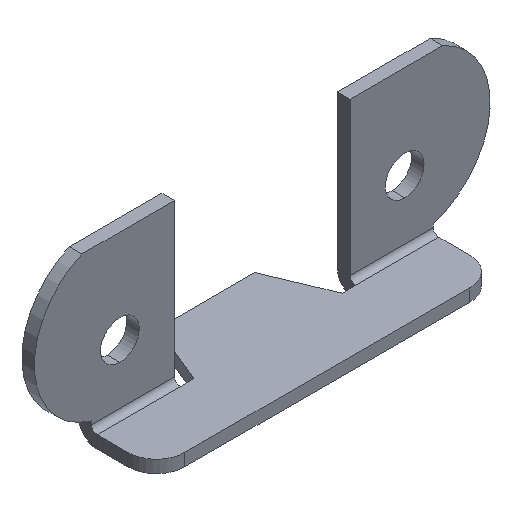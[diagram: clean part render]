
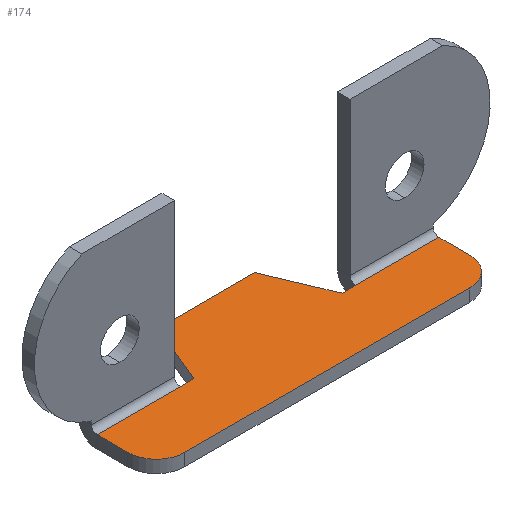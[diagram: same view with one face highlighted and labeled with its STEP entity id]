
A CAD part, isometric view. The second image highlights one B-rep face of the part: STEP entity #174.
In plain terms, the highlighted planar face has unit normal (0, 0, 1).
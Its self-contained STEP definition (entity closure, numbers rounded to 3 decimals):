
#15 = CARTESIAN_POINT ( 'NONE',  ( 12.5, -4.3, 1.1 ) ) ;
#18 = VERTEX_POINT ( 'NONE', #1005 ) ;
#20 = CARTESIAN_POINT ( 'NONE',  ( 7.7, -1.6, 1.1 ) ) ;
#21 = AXIS2_PLACEMENT_3D ( 'NONE', #104, #219, #206 ) ;
#24 = CARTESIAN_POINT ( 'NONE',  ( -7.7, -1.6, 1.1 ) ) ;
#34 = VECTOR ( 'NONE', #103, 1000. ) ;
#41 = CARTESIAN_POINT ( 'NONE',  ( 6.5, -1.6, 1.1 ) ) ;
#42 = ORIENTED_EDGE ( 'NONE', *, *, #170, .F. ) ;
#96 = CARTESIAN_POINT ( 'NONE',  ( 15., -9.891, 1.1 ) ) ;
#103 = DIRECTION ( 'NONE',  ( -1., 0., 0. ) ) ;
#104 = CARTESIAN_POINT ( 'NONE',  ( 20., 0., 1.1 ) ) ;
#118 = CARTESIAN_POINT ( 'NONE',  ( 20., -1.6, 1.1 ) ) ;
#121 = PLANE ( 'NONE',  #21 ) ;
#122 = VECTOR ( 'NONE', #688, 1000. ) ;
#129 = CARTESIAN_POINT ( 'NONE',  ( 4.25, 3.8, 1.1 ) ) ;
#136 = CARTESIAN_POINT ( 'NONE',  ( 20., -1.6, 1.1 ) ) ;
#151 = DIRECTION ( 'NONE',  ( 1., 0., 0. ) ) ;
#158 = EDGE_CURVE ( 'NONE', #999, #18, #276, .T. ) ;
#170 = EDGE_CURVE ( 'NONE', #982, #433, #461, .T. ) ;
#174 = ADVANCED_FACE ( 'NONE', ( #694 ), #121, .F. ) ;
#176 = CARTESIAN_POINT ( 'NONE',  ( -4.25, 3.8, 1.1 ) ) ;
#192 = DIRECTION ( 'NONE',  ( 1., 0., 0. ) ) ;
#198 = DIRECTION ( 'NONE',  ( -1., 0., 0. ) ) ;
#206 = DIRECTION ( 'NONE',  ( 0., 1., 0. ) ) ;
#219 = DIRECTION ( 'NONE',  ( 0., 0., -1. ) ) ;
#223 = VERTEX_POINT ( 'NONE', #725 ) ;
#240 = EDGE_LOOP ( 'NONE', ( #729, #911, #522, #513, #42, #1060, #1034, #506, #875, #356, #920, #517 ) ) ;
#276 = CIRCLE ( 'NONE', #896, 2.5 ) ;
#293 = AXIS2_PLACEMENT_3D ( 'NONE', #15, #425, #440 ) ;
#308 = CARTESIAN_POINT ( 'NONE',  ( -15., -1.6, 1.1 ) ) ;
#310 = VECTOR ( 'NONE', #552, 1000. ) ;
#322 = CARTESIAN_POINT ( 'NONE',  ( -4.25, 3.8, 1.1 ) ) ;
#329 = EDGE_CURVE ( 'NONE', #825, #223, #571, .T. ) ;
#353 = LINE ( 'NONE', #417, #122 ) ;
#355 = DIRECTION ( 'NONE',  ( 0.385, -0.923, 0. ) ) ;
#356 = ORIENTED_EDGE ( 'NONE', *, *, #755, .T. ) ;
#363 = EDGE_CURVE ( 'NONE', #644, #825, #479, .T. ) ;
#369 = VECTOR ( 'NONE', #192, 1000. ) ;
#387 = VERTEX_POINT ( 'NONE', #413 ) ;
#390 = VERTEX_POINT ( 'NONE', #308 ) ;
#413 = CARTESIAN_POINT ( 'NONE',  ( -7.7, -1.6, 1.1 ) ) ;
#417 = CARTESIAN_POINT ( 'NONE',  ( -15., -9.891, 1.1 ) ) ;
#425 = DIRECTION ( 'NONE',  ( 0., 0., 1. ) ) ;
#433 = VERTEX_POINT ( 'NONE', #20 ) ;
#439 = EDGE_CURVE ( 'NONE', #529, #1066, #847, .T. ) ;
#440 = DIRECTION ( 'NONE',  ( 0., 1., 0. ) ) ;
#461 = LINE ( 'NONE', #1018, #1010 ) ;
#465 = EDGE_CURVE ( 'NONE', #999, #390, #353, .T. ) ;
#471 = VECTOR ( 'NONE', #151, 1000. ) ;
#477 = LINE ( 'NONE', #136, #310 ) ;
#479 = LINE ( 'NONE', #322, #828 ) ;
#487 = EDGE_CURVE ( 'NONE', #529, #18, #939, .T. ) ;
#506 = ORIENTED_EDGE ( 'NONE', *, *, #363, .F. ) ;
#513 = ORIENTED_EDGE ( 'NONE', *, *, #974, .T. ) ;
#517 = ORIENTED_EDGE ( 'NONE', *, *, #158, .T. ) ;
#522 = ORIENTED_EDGE ( 'NONE', *, *, #935, .F. ) ;
#529 = VERTEX_POINT ( 'NONE', #697 ) ;
#546 = LINE ( 'NONE', #129, #850 ) ;
#552 = DIRECTION ( 'NONE',  ( -1., 0., 0. ) ) ;
#553 = DIRECTION ( 'NONE',  ( 1., 0., 0. ) ) ;
#566 = DIRECTION ( 'NONE',  ( 0.385, 0.923, 0. ) ) ;
#571 = LINE ( 'NONE', #645, #471 ) ;
#573 = CARTESIAN_POINT ( 'NONE',  ( -12.5, -4.3, 1.1 ) ) ;
#607 = CARTESIAN_POINT ( 'NONE',  ( -15., -4.3, 1.1 ) ) ;
#619 = CARTESIAN_POINT ( 'NONE',  ( 15., -4.3, 1.1 ) ) ;
#644 = VERTEX_POINT ( 'NONE', #950 ) ;
#645 = CARTESIAN_POINT ( 'NONE',  ( 4.25, 3.8, 1.1 ) ) ;
#672 = VECTOR ( 'NONE', #932, 1000. ) ;
#688 = DIRECTION ( 'NONE',  ( 0., 1., 0. ) ) ;
#691 = LINE ( 'NONE', #96, #672 ) ;
#694 = FACE_OUTER_BOUND ( 'NONE', #240, .T. ) ;
#697 = CARTESIAN_POINT ( 'NONE',  ( 12.5, -6.8, 1.1 ) ) ;
#721 = VERTEX_POINT ( 'NONE', #907 ) ;
#725 = CARTESIAN_POINT ( 'NONE',  ( 4.25, 3.8, 1.1 ) ) ;
#729 = ORIENTED_EDGE ( 'NONE', *, *, #487, .F. ) ;
#744 = VECTOR ( 'NONE', #198, 1000. ) ;
#755 = EDGE_CURVE ( 'NONE', #387, #390, #477, .T. ) ;
#825 = VERTEX_POINT ( 'NONE', #176 ) ;
#828 = VECTOR ( 'NONE', #566, 1000. ) ;
#833 = DIRECTION ( 'NONE',  ( 0., 1., 0. ) ) ;
#847 = CIRCLE ( 'NONE', #293, 2.5 ) ;
#850 = VECTOR ( 'NONE', #355, 1000. ) ;
#869 = LINE ( 'NONE', #118, #744 ) ;
#875 = ORIENTED_EDGE ( 'NONE', *, *, #1022, .F. ) ;
#896 = AXIS2_PLACEMENT_3D ( 'NONE', #573, #912, #833 ) ;
#907 = CARTESIAN_POINT ( 'NONE',  ( 15., -1.6, 1.1 ) ) ;
#911 = ORIENTED_EDGE ( 'NONE', *, *, #439, .T. ) ;
#912 = DIRECTION ( 'NONE',  ( 0., 0., 1. ) ) ;
#920 = ORIENTED_EDGE ( 'NONE', *, *, #465, .F. ) ;
#932 = DIRECTION ( 'NONE',  ( 0., -1., 0. ) ) ;
#934 = CARTESIAN_POINT ( 'NONE',  ( 20., -6.8, 1.1 ) ) ;
#935 = EDGE_CURVE ( 'NONE', #721, #1066, #691, .T. ) ;
#939 = LINE ( 'NONE', #934, #34 ) ;
#950 = CARTESIAN_POINT ( 'NONE',  ( -6.5, -1.6, 1.1 ) ) ;
#964 = LINE ( 'NONE', #24, #369 ) ;
#974 = EDGE_CURVE ( 'NONE', #721, #433, #869, .T. ) ;
#982 = VERTEX_POINT ( 'NONE', #41 ) ;
#999 = VERTEX_POINT ( 'NONE', #607 ) ;
#1005 = CARTESIAN_POINT ( 'NONE',  ( -12.5, -6.8, 1.1 ) ) ;
#1010 = VECTOR ( 'NONE', #553, 1000. ) ;
#1018 = CARTESIAN_POINT ( 'NONE',  ( -7.7, -1.6, 1.1 ) ) ;
#1022 = EDGE_CURVE ( 'NONE', #387, #644, #964, .T. ) ;
#1034 = ORIENTED_EDGE ( 'NONE', *, *, #329, .F. ) ;
#1060 = ORIENTED_EDGE ( 'NONE', *, *, #1080, .F. ) ;
#1066 = VERTEX_POINT ( 'NONE', #619 ) ;
#1080 = EDGE_CURVE ( 'NONE', #223, #982, #546, .T. ) ;
